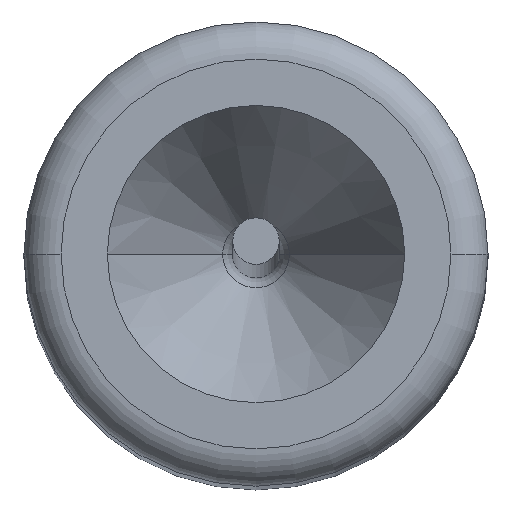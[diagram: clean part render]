
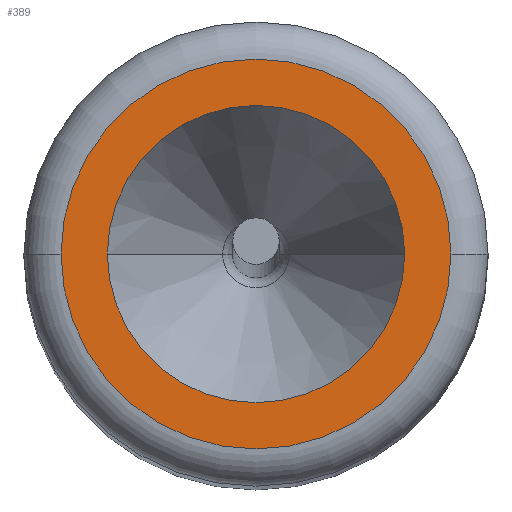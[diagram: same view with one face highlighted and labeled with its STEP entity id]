
A CAD part, top view. The second image highlights one B-rep face of the part: STEP entity #389.
In plain terms, the highlighted planar face has unit normal (0, 0, 1).
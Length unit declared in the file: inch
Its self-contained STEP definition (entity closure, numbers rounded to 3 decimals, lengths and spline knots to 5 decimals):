
#14 = CIRCLE ( 'NONE', #94, 0.02065 ) ;
#19 = AXIS2_PLACEMENT_3D ( 'NONE', #56, #531, #313 ) ;
#46 = DIRECTION ( 'NONE',  ( 1., 0., 0. ) ) ;
#56 = CARTESIAN_POINT ( 'NONE',  ( 0., 0., 0. ) ) ;
#62 = CARTESIAN_POINT ( 'NONE',  ( 0., 0., 0. ) ) ;
#64 = DIRECTION ( 'NONE',  ( 0., 0., 1. ) ) ;
#67 = PLANE ( 'NONE',  #216 ) ;
#80 = DIRECTION ( 'NONE',  ( 1., 0., 0. ) ) ;
#87 = CARTESIAN_POINT ( 'NONE',  ( 0., 0., 0. ) ) ;
#94 = AXIS2_PLACEMENT_3D ( 'NONE', #204, #435, #80 ) ;
#115 = CARTESIAN_POINT ( 'NONE',  ( 0.02065, 0., 0. ) ) ;
#117 = CIRCLE ( 'NONE', #321, 0.02065 ) ;
#120 = CARTESIAN_POINT ( 'NONE',  ( -0.02065, 0., 0. ) ) ;
#124 = CARTESIAN_POINT ( 'NONE',  ( 0., 0., 0. ) ) ;
#131 = CARTESIAN_POINT ( 'NONE',  ( 0.01575, 0., 0. ) ) ;
#151 = ORIENTED_EDGE ( 'NONE', *, *, #447, .T. ) ;
#166 = DIRECTION ( 'NONE',  ( 1., 0., 0. ) ) ;
#171 = EDGE_CURVE ( 'NONE', #462, #210, #314, .T. ) ;
#180 = EDGE_CURVE ( 'NONE', #453, #351, #14, .T. ) ;
#188 = DIRECTION ( 'NONE',  ( 0., 0., -1. ) ) ;
#204 = CARTESIAN_POINT ( 'NONE',  ( 0., 0., 0. ) ) ;
#207 = DIRECTION ( 'NONE',  ( -1., 0., 0. ) ) ;
#210 = VERTEX_POINT ( 'NONE', #371 ) ;
#216 = AXIS2_PLACEMENT_3D ( 'NONE', #62, #64, #46 ) ;
#225 = AXIS2_PLACEMENT_3D ( 'NONE', #124, #188, #207 ) ;
#269 = DIRECTION ( 'NONE',  ( 0., 0., 1. ) ) ;
#273 = ORIENTED_EDGE ( 'NONE', *, *, #180, .T. ) ;
#283 = CIRCLE ( 'NONE', #225, 0.01575 ) ;
#313 = DIRECTION ( 'NONE',  ( -1., 0., 0. ) ) ;
#314 = CIRCLE ( 'NONE', #19, 0.01575 ) ;
#321 = AXIS2_PLACEMENT_3D ( 'NONE', #87, #269, #166 ) ;
#351 = VERTEX_POINT ( 'NONE', #120 ) ;
#371 = CARTESIAN_POINT ( 'NONE',  ( -0.01575, 0., 0. ) ) ;
#389 = ADVANCED_FACE ( 'NONE', ( #529, #406 ), #67, .T. ) ;
#406 = FACE_BOUND ( 'NONE', #474, .T. ) ;
#435 = DIRECTION ( 'NONE',  ( 0., 0., 1. ) ) ;
#446 = ORIENTED_EDGE ( 'NONE', *, *, #171, .T. ) ;
#447 = EDGE_CURVE ( 'NONE', #210, #462, #283, .T. ) ;
#453 = VERTEX_POINT ( 'NONE', #115 ) ;
#456 = EDGE_CURVE ( 'NONE', #351, #453, #117, .T. ) ;
#462 = VERTEX_POINT ( 'NONE', #131 ) ;
#469 = EDGE_LOOP ( 'NONE', ( #273, #481 ) ) ;
#474 = EDGE_LOOP ( 'NONE', ( #446, #151 ) ) ;
#481 = ORIENTED_EDGE ( 'NONE', *, *, #456, .T. ) ;
#529 = FACE_OUTER_BOUND ( 'NONE', #469, .T. ) ;
#531 = DIRECTION ( 'NONE',  ( 0., 0., -1. ) ) ;
